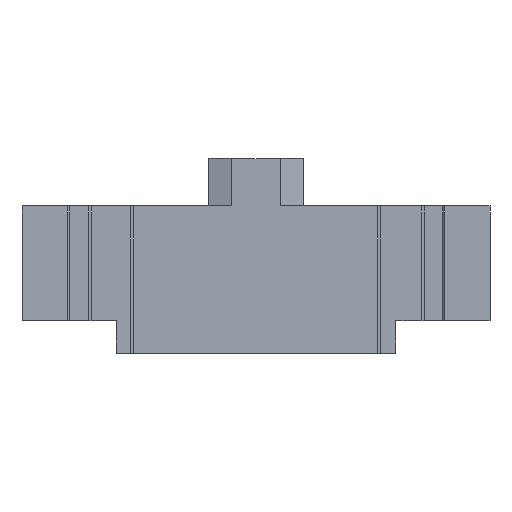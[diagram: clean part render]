
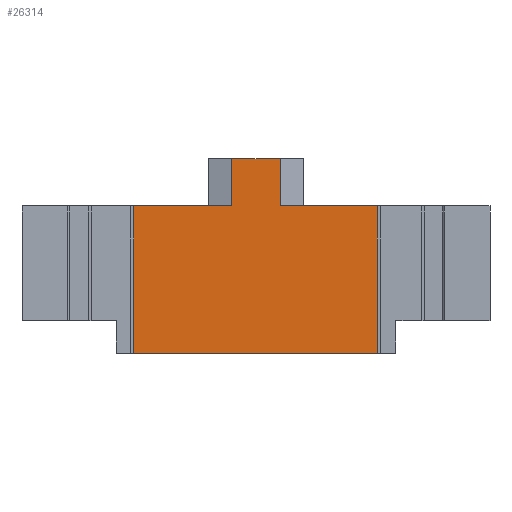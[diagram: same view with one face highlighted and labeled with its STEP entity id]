
A CAD part, front view. The second image highlights one B-rep face of the part: STEP entity #26314.
In plain terms, the highlighted planar face has unit normal (0, -1, 0).
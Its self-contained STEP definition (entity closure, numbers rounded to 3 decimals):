
#1639 = PLANE('',#1640);
#1640 = AXIS2_PLACEMENT_3D('',#1641,#1642,#1643);
#1641 = CARTESIAN_POINT('',(-15.9,-32.,3.4));
#1642 = DIRECTION('',(0.,0.,1.));
#1643 = DIRECTION('',(1.,0.,-0.));
#2286 = PLANE('',#2287);
#2287 = AXIS2_PLACEMENT_3D('',#2288,#2289,#2290);
#2288 = CARTESIAN_POINT('',(-12.7,-31.9,-6.6));
#2289 = DIRECTION('',(0.,0.,-1.));
#2290 = DIRECTION('',(0.,1.,0.));
#2712 = PLANE('',#2713);
#2713 = AXIS2_PLACEMENT_3D('',#2714,#2715,#2716);
#2714 = CARTESIAN_POINT('',(-15.9,-32.,3.4));
#2715 = DIRECTION('',(0.,0.,1.));
#2716 = DIRECTION('',(1.,0.,-0.));
#5440 = VERTEX_POINT('',#5441);
#5441 = CARTESIAN_POINT('',(1.65,-31.9,3.4));
#5457 = PLANE('',#5458);
#5458 = AXIS2_PLACEMENT_3D('',#5459,#5460,#5461);
#5459 = CARTESIAN_POINT('',(2.45,-31.667,3.4));
#5460 = DIRECTION('',(0.28,-0.96,0.));
#5461 = DIRECTION('',(0.,0.,-1.));
#5469 = EDGE_CURVE('',#5470,#5440,#5472,.T.);
#5470 = VERTEX_POINT('',#5471);
#5471 = CARTESIAN_POINT('',(8.25,-31.9,3.4));
#5472 = SURFACE_CURVE('',#5473,(#5477,#5484),.PCURVE_S1.);
#5473 = LINE('',#5474,#5475);
#5474 = CARTESIAN_POINT('',(12.7,-31.9,3.4));
#5475 = VECTOR('',#5476,1.);
#5476 = DIRECTION('',(-1.,0.,0.));
#5477 = PCURVE('',#1639,#5478);
#5478 = DEFINITIONAL_REPRESENTATION('',(#5479),#5483);
#5479 = LINE('',#5480,#5481);
#5480 = CARTESIAN_POINT('',(28.6,0.1));
#5481 = VECTOR('',#5482,1.);
#5482 = DIRECTION('',(-1.,0.));
#5483 = ( GEOMETRIC_REPRESENTATION_CONTEXT(2) 
PARAMETRIC_REPRESENTATION_CONTEXT() REPRESENTATION_CONTEXT('2D SPACE',''
  ) );
#5484 = PCURVE('',#5485,#5490);
#5485 = PLANE('',#5486);
#5486 = AXIS2_PLACEMENT_3D('',#5487,#5488,#5489);
#5487 = CARTESIAN_POINT('',(9.5,-31.9,-6.6));
#5488 = DIRECTION('',(0.,1.,0.));
#5489 = DIRECTION('',(0.,0.,1.));
#5490 = DEFINITIONAL_REPRESENTATION('',(#5491),#5495);
#5491 = LINE('',#5492,#5493);
#5492 = CARTESIAN_POINT('',(10.,3.2));
#5493 = VECTOR('',#5494,1.);
#5494 = DIRECTION('',(0.,-1.));
#5495 = ( GEOMETRIC_REPRESENTATION_CONTEXT(2) 
PARAMETRIC_REPRESENTATION_CONTEXT() REPRESENTATION_CONTEXT('2D SPACE',''
  ) );
#5513 = PLANE('',#5514);
#5514 = AXIS2_PLACEMENT_3D('',#5515,#5516,#5517);
#5515 = CARTESIAN_POINT('',(8.25,-31.9,-6.6));
#5516 = DIRECTION('',(-1.,0.,0.));
#5517 = DIRECTION('',(0.,0.,1.));
#10504 = EDGE_CURVE('',#10505,#10507,#10509,.T.);
#10505 = VERTEX_POINT('',#10506);
#10506 = CARTESIAN_POINT('',(8.25,-31.9,-6.6));
#10507 = VERTEX_POINT('',#10508);
#10508 = CARTESIAN_POINT('',(-8.3,-31.9,-6.6));
#10509 = SURFACE_CURVE('',#10510,(#10514,#10521),.PCURVE_S1.);
#10510 = LINE('',#10511,#10512);
#10511 = CARTESIAN_POINT('',(8.25,-31.9,-6.6));
#10512 = VECTOR('',#10513,1.);
#10513 = DIRECTION('',(-1.,0.,0.));
#10514 = PCURVE('',#2286,#10515);
#10515 = DEFINITIONAL_REPRESENTATION('',(#10516),#10520);
#10516 = LINE('',#10517,#10518);
#10517 = CARTESIAN_POINT('',(0.,20.95));
#10518 = VECTOR('',#10519,1.);
#10519 = DIRECTION('',(0.,-1.));
#10520 = ( GEOMETRIC_REPRESENTATION_CONTEXT(2) 
PARAMETRIC_REPRESENTATION_CONTEXT() REPRESENTATION_CONTEXT('2D SPACE',''
  ) );
#10521 = PCURVE('',#5485,#10522);
#10522 = DEFINITIONAL_REPRESENTATION('',(#10523),#10527);
#10523 = LINE('',#10524,#10525);
#10524 = CARTESIAN_POINT('',(0.,-1.25));
#10525 = VECTOR('',#10526,1.);
#10526 = DIRECTION('',(0.,-1.));
#10527 = ( GEOMETRIC_REPRESENTATION_CONTEXT(2) 
PARAMETRIC_REPRESENTATION_CONTEXT() REPRESENTATION_CONTEXT('2D SPACE',''
  ) );
#10545 = PLANE('',#10546);
#10546 = AXIS2_PLACEMENT_3D('',#10547,#10548,#10549);
#10547 = CARTESIAN_POINT('',(-8.3,-31.3,-6.6));
#10548 = DIRECTION('',(-1.,0.,0.));
#10549 = DIRECTION('',(0.,0.,1.));
#11674 = VERTEX_POINT('',#11675);
#11675 = CARTESIAN_POINT('',(-8.3,-31.9,3.4));
#11696 = EDGE_CURVE('',#11697,#11674,#11699,.T.);
#11697 = VERTEX_POINT('',#11698);
#11698 = CARTESIAN_POINT('',(-1.65,-31.9,3.4));
#11699 = SURFACE_CURVE('',#11700,(#11704,#11711),.PCURVE_S1.);
#11700 = LINE('',#11701,#11702);
#11701 = CARTESIAN_POINT('',(12.7,-31.9,3.4));
#11702 = VECTOR('',#11703,1.);
#11703 = DIRECTION('',(-1.,0.,0.));
#11704 = PCURVE('',#2712,#11705);
#11705 = DEFINITIONAL_REPRESENTATION('',(#11706),#11710);
#11706 = LINE('',#11707,#11708);
#11707 = CARTESIAN_POINT('',(28.6,0.1));
#11708 = VECTOR('',#11709,1.);
#11709 = DIRECTION('',(-1.,0.));
#11710 = ( GEOMETRIC_REPRESENTATION_CONTEXT(2) 
PARAMETRIC_REPRESENTATION_CONTEXT() REPRESENTATION_CONTEXT('2D SPACE',''
  ) );
#11711 = PCURVE('',#5485,#11712);
#11712 = DEFINITIONAL_REPRESENTATION('',(#11713),#11717);
#11713 = LINE('',#11714,#11715);
#11714 = CARTESIAN_POINT('',(10.,3.2));
#11715 = VECTOR('',#11716,1.);
#11716 = DIRECTION('',(0.,-1.));
#11717 = ( GEOMETRIC_REPRESENTATION_CONTEXT(2) 
PARAMETRIC_REPRESENTATION_CONTEXT() REPRESENTATION_CONTEXT('2D SPACE',''
  ) );
#11735 = PLANE('',#11736);
#11736 = AXIS2_PLACEMENT_3D('',#11737,#11738,#11739);
#11737 = CARTESIAN_POINT('',(-2.45,-31.667,3.4));
#11738 = DIRECTION('',(0.28,0.96,0.));
#11739 = DIRECTION('',(0.,0.,-1.));
#18306 = EDGE_CURVE('',#5440,#18307,#18309,.T.);
#18307 = VERTEX_POINT('',#18308);
#18308 = CARTESIAN_POINT('',(1.65,-31.9,6.6));
#18309 = SURFACE_CURVE('',#18310,(#18314,#18321),.PCURVE_S1.);
#18310 = LINE('',#18311,#18312);
#18311 = CARTESIAN_POINT('',(1.65,-31.9,5.));
#18312 = VECTOR('',#18313,1.);
#18313 = DIRECTION('',(-0.,0.,1.));
#18314 = PCURVE('',#5457,#18315);
#18315 = DEFINITIONAL_REPRESENTATION('',(#18316),#18320);
#18316 = LINE('',#18317,#18318);
#18317 = CARTESIAN_POINT('',(-1.6,-0.833));
#18318 = VECTOR('',#18319,1.);
#18319 = DIRECTION('',(-1.,0.));
#18320 = ( GEOMETRIC_REPRESENTATION_CONTEXT(2) 
PARAMETRIC_REPRESENTATION_CONTEXT() REPRESENTATION_CONTEXT('2D SPACE',''
  ) );
#18321 = PCURVE('',#5485,#18322);
#18322 = DEFINITIONAL_REPRESENTATION('',(#18323),#18327);
#18323 = LINE('',#18324,#18325);
#18324 = CARTESIAN_POINT('',(11.6,-7.85));
#18325 = VECTOR('',#18326,1.);
#18326 = DIRECTION('',(1.,0.));
#18327 = ( GEOMETRIC_REPRESENTATION_CONTEXT(2) 
PARAMETRIC_REPRESENTATION_CONTEXT() REPRESENTATION_CONTEXT('2D SPACE',''
  ) );
#18345 = PLANE('',#18346);
#18346 = AXIS2_PLACEMENT_3D('',#18347,#18348,#18349);
#18347 = CARTESIAN_POINT('',(-1.65,-32.,6.6));
#18348 = DIRECTION('',(0.,0.,1.));
#18349 = DIRECTION('',(1.,0.,-0.));
#26292 = EDGE_CURVE('',#10505,#5470,#26293,.T.);
#26293 = SURFACE_CURVE('',#26294,(#26298,#26305),.PCURVE_S1.);
#26294 = LINE('',#26295,#26296);
#26295 = CARTESIAN_POINT('',(8.25,-31.9,-6.6));
#26296 = VECTOR('',#26297,1.);
#26297 = DIRECTION('',(0.,0.,1.));
#26298 = PCURVE('',#5513,#26299);
#26299 = DEFINITIONAL_REPRESENTATION('',(#26300),#26304);
#26300 = LINE('',#26301,#26302);
#26301 = CARTESIAN_POINT('',(0.,0.));
#26302 = VECTOR('',#26303,1.);
#26303 = DIRECTION('',(1.,0.));
#26304 = ( GEOMETRIC_REPRESENTATION_CONTEXT(2) 
PARAMETRIC_REPRESENTATION_CONTEXT() REPRESENTATION_CONTEXT('2D SPACE',''
  ) );
#26305 = PCURVE('',#5485,#26306);
#26306 = DEFINITIONAL_REPRESENTATION('',(#26307),#26311);
#26307 = LINE('',#26308,#26309);
#26308 = CARTESIAN_POINT('',(0.,-1.25));
#26309 = VECTOR('',#26310,1.);
#26310 = DIRECTION('',(1.,0.));
#26311 = ( GEOMETRIC_REPRESENTATION_CONTEXT(2) 
PARAMETRIC_REPRESENTATION_CONTEXT() REPRESENTATION_CONTEXT('2D SPACE',''
  ) );
#26314 = ADVANCED_FACE('',(#26315),#5485,.F.);
#26315 = FACE_BOUND('',#26316,.F.);
#26316 = EDGE_LOOP('',(#26317,#26338,#26339,#26362,#26383,#26384,#26385,
    #26386));
#26317 = ORIENTED_EDGE('',*,*,#26318,.T.);
#26318 = EDGE_CURVE('',#10507,#11674,#26319,.T.);
#26319 = SURFACE_CURVE('',#26320,(#26324,#26331),.PCURVE_S1.);
#26320 = LINE('',#26321,#26322);
#26321 = CARTESIAN_POINT('',(-8.3,-31.9,-0.5));
#26322 = VECTOR('',#26323,1.);
#26323 = DIRECTION('',(0.,-0.,1.));
#26324 = PCURVE('',#5485,#26325);
#26325 = DEFINITIONAL_REPRESENTATION('',(#26326),#26330);
#26326 = LINE('',#26327,#26328);
#26327 = CARTESIAN_POINT('',(6.1,-17.8));
#26328 = VECTOR('',#26329,1.);
#26329 = DIRECTION('',(1.,0.));
#26330 = ( GEOMETRIC_REPRESENTATION_CONTEXT(2) 
PARAMETRIC_REPRESENTATION_CONTEXT() REPRESENTATION_CONTEXT('2D SPACE',''
  ) );
#26331 = PCURVE('',#10545,#26332);
#26332 = DEFINITIONAL_REPRESENTATION('',(#26333),#26337);
#26333 = LINE('',#26334,#26335);
#26334 = CARTESIAN_POINT('',(6.1,-0.6));
#26335 = VECTOR('',#26336,1.);
#26336 = DIRECTION('',(1.,0.));
#26337 = ( GEOMETRIC_REPRESENTATION_CONTEXT(2) 
PARAMETRIC_REPRESENTATION_CONTEXT() REPRESENTATION_CONTEXT('2D SPACE',''
  ) );
#26338 = ORIENTED_EDGE('',*,*,#11696,.F.);
#26339 = ORIENTED_EDGE('',*,*,#26340,.F.);
#26340 = EDGE_CURVE('',#26341,#11697,#26343,.T.);
#26341 = VERTEX_POINT('',#26342);
#26342 = CARTESIAN_POINT('',(-1.65,-31.9,6.6));
#26343 = SURFACE_CURVE('',#26344,(#26348,#26355),.PCURVE_S1.);
#26344 = LINE('',#26345,#26346);
#26345 = CARTESIAN_POINT('',(-1.65,-31.9,3.4));
#26346 = VECTOR('',#26347,1.);
#26347 = DIRECTION('',(0.,0.,-1.));
#26348 = PCURVE('',#5485,#26349);
#26349 = DEFINITIONAL_REPRESENTATION('',(#26350),#26354);
#26350 = LINE('',#26351,#26352);
#26351 = CARTESIAN_POINT('',(10.,-11.15));
#26352 = VECTOR('',#26353,1.);
#26353 = DIRECTION('',(-1.,0.));
#26354 = ( GEOMETRIC_REPRESENTATION_CONTEXT(2) 
PARAMETRIC_REPRESENTATION_CONTEXT() REPRESENTATION_CONTEXT('2D SPACE',''
  ) );
#26355 = PCURVE('',#11735,#26356);
#26356 = DEFINITIONAL_REPRESENTATION('',(#26357),#26361);
#26357 = LINE('',#26358,#26359);
#26358 = CARTESIAN_POINT('',(0.,-0.833));
#26359 = VECTOR('',#26360,1.);
#26360 = DIRECTION('',(1.,-0.));
#26361 = ( GEOMETRIC_REPRESENTATION_CONTEXT(2) 
PARAMETRIC_REPRESENTATION_CONTEXT() REPRESENTATION_CONTEXT('2D SPACE',''
  ) );
#26362 = ORIENTED_EDGE('',*,*,#26363,.F.);
#26363 = EDGE_CURVE('',#18307,#26341,#26364,.T.);
#26364 = SURFACE_CURVE('',#26365,(#26369,#26376),.PCURVE_S1.);
#26365 = LINE('',#26366,#26367);
#26366 = CARTESIAN_POINT('',(3.25,-31.9,6.6));
#26367 = VECTOR('',#26368,1.);
#26368 = DIRECTION('',(-1.,0.,0.));
#26369 = PCURVE('',#5485,#26370);
#26370 = DEFINITIONAL_REPRESENTATION('',(#26371),#26375);
#26371 = LINE('',#26372,#26373);
#26372 = CARTESIAN_POINT('',(13.2,-6.25));
#26373 = VECTOR('',#26374,1.);
#26374 = DIRECTION('',(0.,-1.));
#26375 = ( GEOMETRIC_REPRESENTATION_CONTEXT(2) 
PARAMETRIC_REPRESENTATION_CONTEXT() REPRESENTATION_CONTEXT('2D SPACE',''
  ) );
#26376 = PCURVE('',#18345,#26377);
#26377 = DEFINITIONAL_REPRESENTATION('',(#26378),#26382);
#26378 = LINE('',#26379,#26380);
#26379 = CARTESIAN_POINT('',(4.9,0.1));
#26380 = VECTOR('',#26381,1.);
#26381 = DIRECTION('',(-1.,0.));
#26382 = ( GEOMETRIC_REPRESENTATION_CONTEXT(2) 
PARAMETRIC_REPRESENTATION_CONTEXT() REPRESENTATION_CONTEXT('2D SPACE',''
  ) );
#26383 = ORIENTED_EDGE('',*,*,#18306,.F.);
#26384 = ORIENTED_EDGE('',*,*,#5469,.F.);
#26385 = ORIENTED_EDGE('',*,*,#26292,.F.);
#26386 = ORIENTED_EDGE('',*,*,#10504,.T.);
